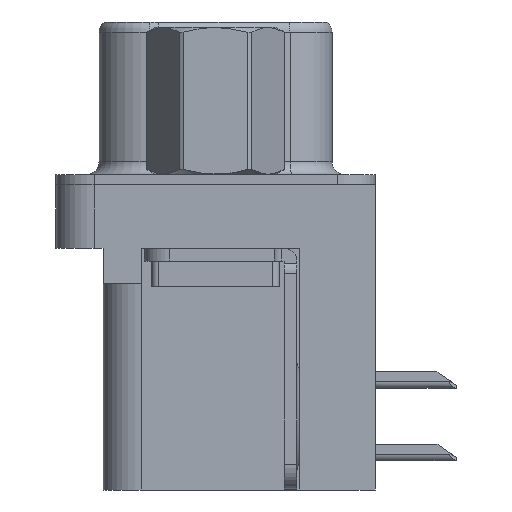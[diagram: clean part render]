
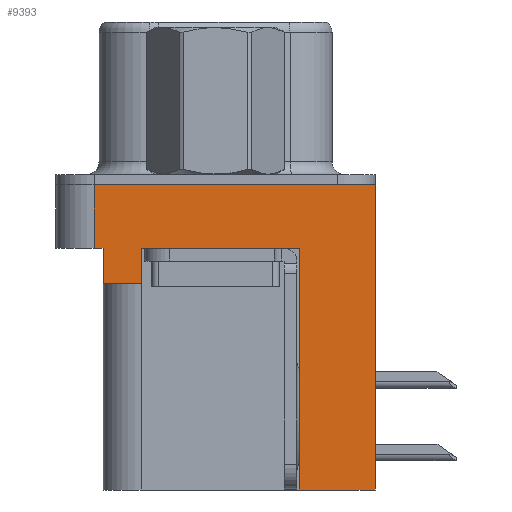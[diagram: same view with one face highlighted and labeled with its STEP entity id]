
A CAD part, left-side view. The second image highlights one B-rep face of the part: STEP entity #9393.
In plain terms, the highlighted planar face has unit normal (-1, 0, 0).
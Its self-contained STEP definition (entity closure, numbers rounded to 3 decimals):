
#446 = DIRECTION ( 'NONE',  ( 0., 0., 1. ) ) ;
#515 = EDGE_CURVE ( 'NONE', #6699, #23069, #19910, .T. ) ;
#636 = VECTOR ( 'NONE', #13020, 1000. ) ;
#661 = EDGE_CURVE ( 'NONE', #12193, #22080, #4114, .T. ) ;
#736 = VECTOR ( 'NONE', #21933, 1000. ) ;
#939 = ORIENTED_EDGE ( 'NONE', *, *, #4808, .F. ) ;
#1313 = CARTESIAN_POINT ( 'NONE',  ( -2.935, -6.275, -12. ) ) ;
#1479 = DIRECTION ( 'NONE',  ( 0., 0., 1. ) ) ;
#1812 = VERTEX_POINT ( 'NONE', #19616 ) ;
#1874 = VERTEX_POINT ( 'NONE', #19429 ) ;
#1935 = CARTESIAN_POINT ( 'NONE',  ( -2.935, -3.295, -12. ) ) ;
#2258 = LINE ( 'NONE', #23901, #736 ) ;
#2301 = CARTESIAN_POINT ( 'NONE',  ( -2.935, 2.895, -3.9 ) ) ;
#3908 = ORIENTED_EDGE ( 'NONE', *, *, #661, .T. ) ;
#4114 = LINE ( 'NONE', #11957, #5363 ) ;
#4565 = FACE_OUTER_BOUND ( 'NONE', #7392, .T. ) ;
#4594 = VECTOR ( 'NONE', #5674, 1000. ) ;
#4657 = CARTESIAN_POINT ( 'NONE',  ( -2.935, -3.295, -12. ) ) ;
#4707 = LINE ( 'NONE', #9166, #14305 ) ;
#4808 = EDGE_CURVE ( 'NONE', #25123, #22080, #2258, .T. ) ;
#5152 = CARTESIAN_POINT ( 'NONE',  ( -2.935, -6.275, 0. ) ) ;
#5287 = VECTOR ( 'NONE', #25211, 1000. ) ;
#5363 = VECTOR ( 'NONE', #9867, 1000. ) ;
#5674 = DIRECTION ( 'NONE',  ( 0., 0., 1. ) ) ;
#5791 = VECTOR ( 'NONE', #16607, 1000. ) ;
#5804 = DIRECTION ( 'NONE',  ( -1., 0., 0. ) ) ;
#6681 = EDGE_CURVE ( 'NONE', #23069, #17898, #4707, .T. ) ;
#6699 = VERTEX_POINT ( 'NONE', #11111 ) ;
#7392 = EDGE_LOOP ( 'NONE', ( #24813, #9032, #3908, #939, #12464, #9409, #20061, #14448, #24988, #9150 ) ) ;
#7764 = LINE ( 'NONE', #24137, #9019 ) ;
#7839 = CARTESIAN_POINT ( 'NONE',  ( -2.935, -6.275, 0. ) ) ;
#7915 = CARTESIAN_POINT ( 'NONE',  ( -2.935, 4.425, -3.9 ) ) ;
#8005 = EDGE_CURVE ( 'NONE', #12193, #1874, #7764, .T. ) ;
#8401 = LINE ( 'NONE', #16956, #636 ) ;
#9019 = VECTOR ( 'NONE', #446, 1000. ) ;
#9032 = ORIENTED_EDGE ( 'NONE', *, *, #8005, .F. ) ;
#9150 = ORIENTED_EDGE ( 'NONE', *, *, #16287, .T. ) ;
#9166 = CARTESIAN_POINT ( 'NONE',  ( -2.935, -6.275, -2.5 ) ) ;
#9393 = ADVANCED_FACE ( 'NONE', ( #4565 ), #19356, .T. ) ;
#9409 = ORIENTED_EDGE ( 'NONE', *, *, #515, .T. ) ;
#9643 = LINE ( 'NONE', #5152, #5287 ) ;
#9867 = DIRECTION ( 'NONE',  ( 0., -1., 0. ) ) ;
#10356 = CARTESIAN_POINT ( 'NONE',  ( -2.935, 4.425, -2.5 ) ) ;
#11111 = CARTESIAN_POINT ( 'NONE',  ( -2.935, 2.895, -3.9 ) ) ;
#11234 = VECTOR ( 'NONE', #21888, 1000. ) ;
#11957 = CARTESIAN_POINT ( 'NONE',  ( -2.935, -6.275, -2.5 ) ) ;
#12193 = VERTEX_POINT ( 'NONE', #12502 ) ;
#12464 = ORIENTED_EDGE ( 'NONE', *, *, #13248, .F. ) ;
#12502 = CARTESIAN_POINT ( 'NONE',  ( -2.935, 4.775, -2.5 ) ) ;
#13020 = DIRECTION ( 'NONE',  ( 0., 0., 1. ) ) ;
#13248 = EDGE_CURVE ( 'NONE', #6699, #25123, #23438, .T. ) ;
#14305 = VECTOR ( 'NONE', #17167, 1000. ) ;
#14448 = ORIENTED_EDGE ( 'NONE', *, *, #17784, .F. ) ;
#15459 = CARTESIAN_POINT ( 'NONE',  ( -2.935, -6.275, -2.5 ) ) ;
#16268 = VERTEX_POINT ( 'NONE', #1313 ) ;
#16287 = EDGE_CURVE ( 'NONE', #16268, #20258, #8401, .T. ) ;
#16607 = DIRECTION ( 'NONE',  ( 0., 1., 0. ) ) ;
#16956 = CARTESIAN_POINT ( 'NONE',  ( -2.935, -6.275, -2.5 ) ) ;
#17167 = DIRECTION ( 'NONE',  ( 0., -1., 0. ) ) ;
#17417 = CARTESIAN_POINT ( 'NONE',  ( -2.935, -3.295, -2.5 ) ) ;
#17784 = EDGE_CURVE ( 'NONE', #1812, #17898, #21671, .T. ) ;
#17898 = VERTEX_POINT ( 'NONE', #17417 ) ;
#18146 = VECTOR ( 'NONE', #20740, 1000. ) ;
#19356 = PLANE ( 'NONE',  #24717 ) ;
#19429 = CARTESIAN_POINT ( 'NONE',  ( -2.935, 4.775, 0. ) ) ;
#19540 = EDGE_CURVE ( 'NONE', #16268, #1812, #20304, .T. ) ;
#19616 = CARTESIAN_POINT ( 'NONE',  ( -2.935, -3.295, -12. ) ) ;
#19910 = LINE ( 'NONE', #2301, #11234 ) ;
#20061 = ORIENTED_EDGE ( 'NONE', *, *, #6681, .T. ) ;
#20258 = VERTEX_POINT ( 'NONE', #7839 ) ;
#20304 = LINE ( 'NONE', #4657, #5791 ) ;
#20644 = CARTESIAN_POINT ( 'NONE',  ( -2.935, 2.895, -2.5 ) ) ;
#20740 = DIRECTION ( 'NONE',  ( 0., 1., 0. ) ) ;
#21671 = LINE ( 'NONE', #1935, #4594 ) ;
#21888 = DIRECTION ( 'NONE',  ( 0., 0., 1. ) ) ;
#21933 = DIRECTION ( 'NONE',  ( 0., 0., 1. ) ) ;
#22080 = VERTEX_POINT ( 'NONE', #10356 ) ;
#22223 = EDGE_CURVE ( 'NONE', #1874, #20258, #9643, .T. ) ;
#22898 = CARTESIAN_POINT ( 'NONE',  ( -2.935, 4.425, -3.9 ) ) ;
#23069 = VERTEX_POINT ( 'NONE', #20644 ) ;
#23438 = LINE ( 'NONE', #22898, #18146 ) ;
#23901 = CARTESIAN_POINT ( 'NONE',  ( -2.935, 4.425, -3.9 ) ) ;
#24137 = CARTESIAN_POINT ( 'NONE',  ( -2.935, 4.775, -2.5 ) ) ;
#24717 = AXIS2_PLACEMENT_3D ( 'NONE', #15459, #5804, #1479 ) ;
#24813 = ORIENTED_EDGE ( 'NONE', *, *, #22223, .F. ) ;
#24988 = ORIENTED_EDGE ( 'NONE', *, *, #19540, .F. ) ;
#25123 = VERTEX_POINT ( 'NONE', #7915 ) ;
#25211 = DIRECTION ( 'NONE',  ( 0., -1., 0. ) ) ;
